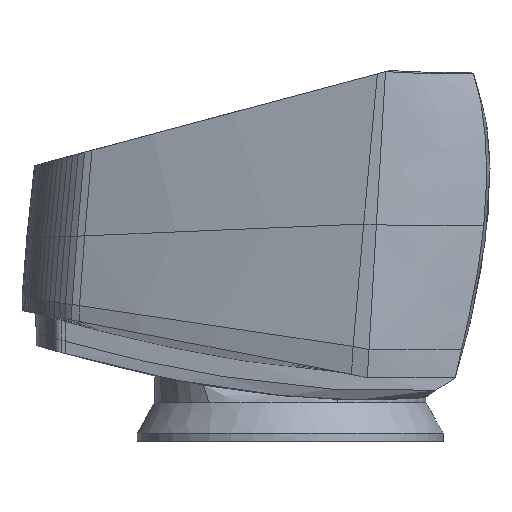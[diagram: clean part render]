
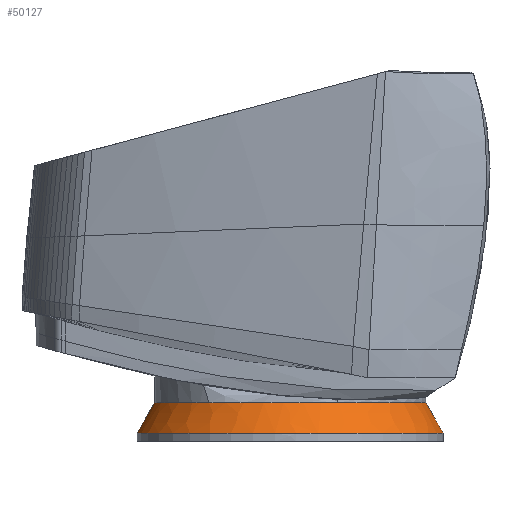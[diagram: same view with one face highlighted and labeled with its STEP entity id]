
A CAD part, front view. The second image highlights one B-rep face of the part: STEP entity #50127.
In plain terms, the highlighted free-form (B-spline) face has degree [3, 2] with [4, 5] control points.
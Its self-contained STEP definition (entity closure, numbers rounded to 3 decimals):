
#49089 = VERTEX_POINT('',#49090);
#49090 = CARTESIAN_POINT('',(3844.092,-33200.572,
    2638.361));
#49097 = EDGE_CURVE('',#49089,#49098,#49100,.T.);
#49098 = VERTEX_POINT('',#49099);
#49099 = CARTESIAN_POINT('',(3706.511,-33200.572,
    2638.361));
#49100 = ( BOUNDED_CURVE() B_SPLINE_CURVE(2,(#49101,#49102,#49103,#49104
,#49105),.UNSPECIFIED.,.F.,.F.) B_SPLINE_CURVE_WITH_KNOTS((3,2,3),(0.,
158.,316.),.UNSPECIFIED.) CURVE() 
GEOMETRIC_REPRESENTATION_ITEM() RATIONAL_B_SPLINE_CURVE((1.,
0.707,1.,0.707,1.)) REPRESENTATION_ITEM('') );
#49101 = CARTESIAN_POINT('',(3844.092,-33200.572,
    2638.361));
#49102 = CARTESIAN_POINT('',(3844.092,-33269.363,
    2638.361));
#49103 = CARTESIAN_POINT('',(3775.301,-33269.363,
    2638.361));
#49104 = CARTESIAN_POINT('',(3706.511,-33269.363,
    2638.361));
#49105 = CARTESIAN_POINT('',(3706.511,-33200.572,
    2638.361));
#49138 = EDGE_CURVE('',#49098,#49139,#49141,.T.);
#49139 = VERTEX_POINT('',#49140);
#49140 = CARTESIAN_POINT('',(3714.348,-33200.572,
    2652.11));
#49141 = B_SPLINE_CURVE_WITH_KNOTS('',3,(#49142,#49143,#49144,#49145),
  .UNSPECIFIED.,.F.,.F.,(4,4),(0.,20.281),
  .PIECEWISE_BEZIER_KNOTS.);
#49142 = CARTESIAN_POINT('',(3706.511,-33200.572,
    2638.361));
#49143 = CARTESIAN_POINT('',(3709.123,-33200.572,
    2642.944));
#49144 = CARTESIAN_POINT('',(3711.735,-33200.572,
    2647.527));
#49145 = CARTESIAN_POINT('',(3714.348,-33200.572,
    2652.11));
#49190 = VERTEX_POINT('',#49191);
#49191 = CARTESIAN_POINT('',(3836.255,-33200.572,
    2652.11));
#49197 = EDGE_CURVE('',#49190,#49089,#49198,.T.);
#49198 = B_SPLINE_CURVE_WITH_KNOTS('',3,(#49199,#49200,#49201,#49202),
  .UNSPECIFIED.,.F.,.F.,(4,4),(-20.281,0.),
  .PIECEWISE_BEZIER_KNOTS.);
#49199 = CARTESIAN_POINT('',(3836.255,-33200.572,
    2652.11));
#49200 = CARTESIAN_POINT('',(3838.867,-33200.572,
    2647.527));
#49201 = CARTESIAN_POINT('',(3841.48,-33200.572,
    2642.944));
#49202 = CARTESIAN_POINT('',(3844.092,-33200.572,
    2638.361));
#49237 = VERTEX_POINT('',#49238);
#49238 = CARTESIAN_POINT('',(3738.721,-33249.329,
    2652.11));
#49318 = EDGE_CURVE('',#49139,#49237,#49319,.T.);
#49319 = ( BOUNDED_CURVE() B_SPLINE_CURVE(2,(#49320,#49321,#49322),
.UNSPECIFIED.,.F.,.F.) B_SPLINE_CURVE_WITH_KNOTS((3,3),(-316.,
-223.462),.PIECEWISE_BEZIER_KNOTS.) CURVE() 
GEOMETRIC_REPRESENTATION_ITEM() RATIONAL_B_SPLINE_CURVE((1.,
0.894,1.)) REPRESENTATION_ITEM('') );
#49320 = CARTESIAN_POINT('',(3714.348,-33200.572,
    2652.11));
#49321 = CARTESIAN_POINT('',(3714.348,-33231.043,
    2652.11));
#49322 = CARTESIAN_POINT('',(3738.721,-33249.329,
    2652.11));
#49453 = VERTEX_POINT('',#49454);
#49454 = CARTESIAN_POINT('',(3797.126,-33257.485,
    2652.11));
#49483 = EDGE_CURVE('',#49237,#49453,#49484,.T.);
#49484 = ( BOUNDED_CURVE() B_SPLINE_CURVE(2,(#49485,#49486,#49487,#49488
,#49489),.UNSPECIFIED.,.F.,.F.) B_SPLINE_CURVE_WITH_KNOTS((3,2,3),(
    -223.462,-158.,-119.574),.UNSPECIFIED.) 
CURVE() GEOMETRIC_REPRESENTATION_ITEM() RATIONAL_B_SPLINE_CURVE((1.,
0.949,1.,0.983,1.)) REPRESENTATION_ITEM('') );
#49485 = CARTESIAN_POINT('',(3738.721,-33249.329,
    2652.11));
#49486 = CARTESIAN_POINT('',(3754.978,-33261.526,
    2652.11));
#49487 = CARTESIAN_POINT('',(3775.301,-33261.526,
    2652.11));
#49488 = CARTESIAN_POINT('',(3786.588,-33261.526,
    2652.11));
#49489 = CARTESIAN_POINT('',(3797.126,-33257.485,
    2652.11));
#49640 = EDGE_CURVE('',#49453,#49190,#49641,.T.);
#49641 = ( BOUNDED_CURVE() B_SPLINE_CURVE(2,(#49642,#49643,#49644),
.UNSPECIFIED.,.F.,.F.) B_SPLINE_CURVE_WITH_KNOTS((3,3),(-119.574,
0.),.PIECEWISE_BEZIER_KNOTS.) CURVE() GEOMETRIC_REPRESENTATION_ITEM() 
RATIONAL_B_SPLINE_CURVE((1.,0.824,1.)) REPRESENTATION_ITEM('') 
  );
#49642 = CARTESIAN_POINT('',(3797.126,-33257.485,
    2652.11));
#49643 = CARTESIAN_POINT('',(3836.255,-33242.48,
    2652.11));
#49644 = CARTESIAN_POINT('',(3836.255,-33200.572,
    2652.11));
#50127 = ADVANCED_FACE('',(#50128),#50136,.T.);
#50128 = FACE_BOUND('',#50129,.T.);
#50129 = EDGE_LOOP('',(#50130,#50131,#50132,#50133,#50134,#50135));
#50130 = ORIENTED_EDGE('',*,*,#49097,.F.);
#50131 = ORIENTED_EDGE('',*,*,#49197,.F.);
#50132 = ORIENTED_EDGE('',*,*,#49640,.F.);
#50133 = ORIENTED_EDGE('',*,*,#49483,.F.);
#50134 = ORIENTED_EDGE('',*,*,#49318,.F.);
#50135 = ORIENTED_EDGE('',*,*,#49138,.F.);
#50136 = ( BOUNDED_SURFACE() B_SPLINE_SURFACE(3,2,(
    (#50137,#50138,#50139,#50140,#50141)
    ,(#50142,#50143,#50144,#50145,#50146)
    ,(#50147,#50148,#50149,#50150,#50151)
    ,(#50152,#50153,#50154,#50155,#50156
)),.UNSPECIFIED.,.F.,.F.,.F.) B_SPLINE_SURFACE_WITH_KNOTS((4,4),(3,2,3),
  (0.,20.281),(0.,158.,316.),
.PIECEWISE_BEZIER_KNOTS.) GEOMETRIC_REPRESENTATION_ITEM() 
RATIONAL_B_SPLINE_SURFACE((
    (1.,0.707,1.,0.707,1.)
    ,(1.,0.707,1.,0.707,1.)
    ,(1.,0.707,1.,0.707,1.)
,(1.,0.707,1.,0.707,1.
))) REPRESENTATION_ITEM('') SURFACE() );
#50137 = CARTESIAN_POINT('',(3844.092,-33200.572,
    2638.361));
#50138 = CARTESIAN_POINT('',(3844.092,-33269.363,
    2638.361));
#50139 = CARTESIAN_POINT('',(3775.301,-33269.363,
    2638.361));
#50140 = CARTESIAN_POINT('',(3706.511,-33269.363,
    2638.361));
#50141 = CARTESIAN_POINT('',(3706.511,-33200.572,
    2638.361));
#50142 = CARTESIAN_POINT('',(3841.48,-33200.572,
    2642.944));
#50143 = CARTESIAN_POINT('',(3841.48,-33266.751,
    2642.944));
#50144 = CARTESIAN_POINT('',(3775.301,-33266.751,
    2642.944));
#50145 = CARTESIAN_POINT('',(3709.123,-33266.751,
    2642.944));
#50146 = CARTESIAN_POINT('',(3709.123,-33200.572,
    2642.944));
#50147 = CARTESIAN_POINT('',(3838.867,-33200.572,
    2647.527));
#50148 = CARTESIAN_POINT('',(3838.867,-33264.138,
    2647.527));
#50149 = CARTESIAN_POINT('',(3775.301,-33264.138,
    2647.527));
#50150 = CARTESIAN_POINT('',(3711.735,-33264.138,
    2647.527));
#50151 = CARTESIAN_POINT('',(3711.735,-33200.572,
    2647.527));
#50152 = CARTESIAN_POINT('',(3836.255,-33200.572,
    2652.11));
#50153 = CARTESIAN_POINT('',(3836.255,-33261.526,
    2652.11));
#50154 = CARTESIAN_POINT('',(3775.301,-33261.526,
    2652.11));
#50155 = CARTESIAN_POINT('',(3714.348,-33261.526,
    2652.11));
#50156 = CARTESIAN_POINT('',(3714.348,-33200.572,
    2652.11));
